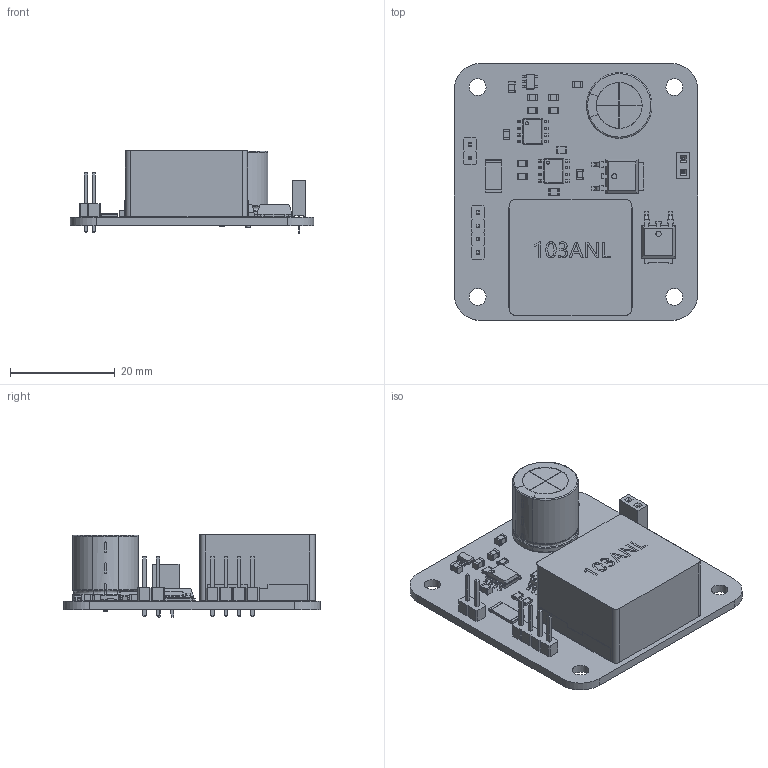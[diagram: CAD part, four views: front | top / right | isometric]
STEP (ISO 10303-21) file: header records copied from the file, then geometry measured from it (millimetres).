
FILE_DESCRIPTION(('KiCad electronic assembly'),'2;1');
FILE_NAME('mppt-board.step','2024-09-14T10:45:15',('Pcbnew'),('Kicad'), 'Open CASCADE STEP processor 7.7','KiCad to STEP converter','Unknown' );
FILE_SCHEMA(('AUTOMOTIVE_DESIGN { 1 0 10303 214 1 1 1 1 }'));
Length unit declared in the file: millimetre
Products named in the file (24): mppt-board 1; IND-SMD_L23.5-W22.0-H12.6; R_2512_6332Metric; R_0805_2012Metric; CP_Radial_D12.5mm_P5.00mm; CP_Radial_D125mm_P500mm; SOIC-8_3.9x4.9mm_P1.27mm; SOIC_8_39x49mm_P127mm; C_0805_2012Metric; TSOT-23-5; TSOT_23_5; PinHeader_1x04_P2.54mm_Vertical; PinHeader_1x04_P254mm_Vertical; TO-252-2; CQ assembly; PinHeader_1x02_P2.54mm_Vertical; PinHeader_1x02_P254mm_Vertical; PinSocket_1x02_P2.54mm_Vertical; PinSocket_1x02_P254mm_Vertical; _autosave-mppt-board_PCB
Assembly tree (35 placements, depth 3):
  mppt-board 1
    IND-SMD_L23.5-W22.0-H12.6
      IND-SMD_L23.5-W22.0-H12.6
    R_2512_6332Metric
      R_2512_6332Metric
    R_0805_2012Metric  x6
      R_0805_2012Metric
    CP_Radial_D12.5mm_P5.00mm
      CP_Radial_D125mm_P500mm
    SOIC-8_3.9x4.9mm_P1.27mm  x2
      SOIC_8_39x49mm_P127mm
    C_0805_2012Metric  x6
      C_0805_2012Metric
    TSOT-23-5
      TSOT_23_5
    PinHeader_1x04_P2.54mm_Vertical
      PinHeader_1x04_P254mm_Vertical
    TO-252-2  x2
      CQ assembly
    PinHeader_1x02_P2.54mm_Vertical
      PinHeader_1x02_P254mm_Vertical
    PinSocket_1x02_P2.54mm_Vertical
      PinSocket_1x02_P254mm_Vertical
    _autosave-mppt-board_PCB
Bounding box: 46.5 x 49 x 15.7 mm (x, y, z)
Volume: 12009.3 mm3; surface area: 9747.1 mm2
Topology: 34 solids, 35 shells, 1640 faces, 4251 edges, 2753 vertices
Faces by surface type: plane 1115, cylinder 277, bspline 240, revolution 6, torus 2
Full cylindrical faces by diameter (mm): 0.6 x2, 0.9 x2, 1 x10, 1.2 x2, 3.2 x4
Entity records: 45125 total; most frequent: CARTESIAN_POINT 10864, ORIENTED_EDGE 5868, DIRECTION 4754, EDGE_CURVE 2934, LINE 2258, VECTOR 2258, VERTEX_POINT 1901, AXIS2_PLACEMENT_3D 1245
